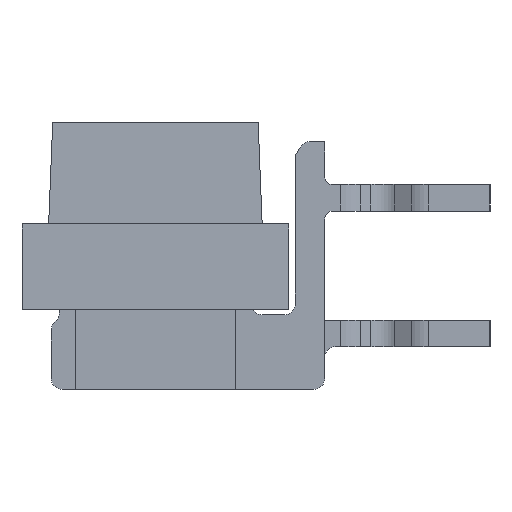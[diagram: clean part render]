
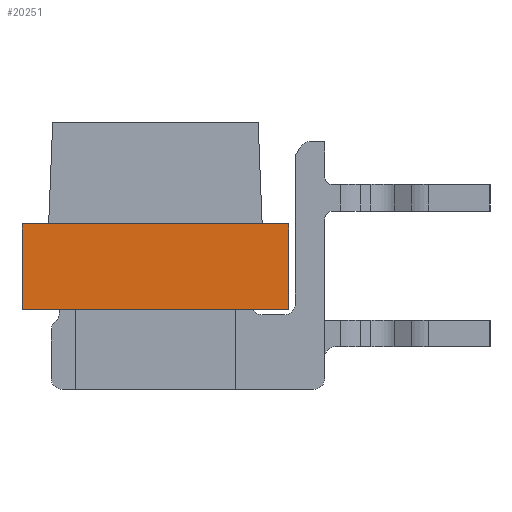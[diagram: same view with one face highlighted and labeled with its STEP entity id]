
A CAD part, left-side view. The second image highlights one B-rep face of the part: STEP entity #20251.
In plain terms, the highlighted planar face has unit normal (-1, 0, 0.009).
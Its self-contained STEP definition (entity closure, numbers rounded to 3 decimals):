
#134=DIRECTION('',(0.,-1.,0.));
#135=VECTOR('',#134,3.);
#136=CARTESIAN_POINT('',(-11.125,1.5,-3.5));
#137=LINE('',#136,#135);
#138=DIRECTION('',(0.,1.,0.));
#139=VECTOR('',#138,1.);
#140=CARTESIAN_POINT('',(-11.125,1.5,-3.5));
#141=LINE('',#140,#139);
#142=DIRECTION('',(0.009,0.,1.));
#143=VECTOR('',#142,1.6);
#144=CARTESIAN_POINT('',(-11.125,2.5,-3.5));
#145=LINE('',#144,#143);
#146=DIRECTION('',(-0.009,0.,-1.));
#147=VECTOR('',#146,1.6);
#148=CARTESIAN_POINT('',(-11.111,-2.5,-1.9));
#149=LINE('',#148,#147);
#150=DIRECTION('',(0.,1.,0.));
#151=VECTOR('',#150,1.);
#152=CARTESIAN_POINT('',(-11.125,-2.5,-3.5));
#153=LINE('',#152,#151);
#2320=DIRECTION('',(0.,1.,0.));
#2321=VECTOR('',#2320,5.);
#2322=CARTESIAN_POINT('',(-11.111,-2.5,-1.9));
#2323=LINE('',#2322,#2321);
#16214=CARTESIAN_POINT('',(-11.111,-2.5,-1.9));
#16215=CARTESIAN_POINT('',(-11.125,-2.5,-3.5));
#16216=VERTEX_POINT('',#16214);
#16217=VERTEX_POINT('',#16215);
#16218=CARTESIAN_POINT('',(-11.125,2.5,-3.5));
#16219=CARTESIAN_POINT('',(-11.111,2.5,-1.9));
#16220=VERTEX_POINT('',#16218);
#16221=VERTEX_POINT('',#16219);
#16242=CARTESIAN_POINT('',(-11.125,1.5,-3.5));
#16243=CARTESIAN_POINT('',(-11.125,-1.5,-3.5));
#16244=VERTEX_POINT('',#16242);
#16245=VERTEX_POINT('',#16243);
#20232=CARTESIAN_POINT('',(-11.125,2.5,-3.5));
#20233=DIRECTION('',(1.,0.,-0.009));
#20234=DIRECTION('',(0.,1.,0.));
#20235=AXIS2_PLACEMENT_3D('',#20232,#20233,#20234);
#20236=PLANE('',#20235);
#20238=ORIENTED_EDGE('',*,*,#20237,.F.);
#20240=ORIENTED_EDGE('',*,*,#20239,.T.);
#20242=ORIENTED_EDGE('',*,*,#20241,.T.);
#20244=ORIENTED_EDGE('',*,*,#20243,.F.);
#20246=ORIENTED_EDGE('',*,*,#20245,.T.);
#20248=ORIENTED_EDGE('',*,*,#20247,.T.);
#20249=EDGE_LOOP('',(#20238,#20240,#20242,#20244,#20246,#20248));
#20250=FACE_OUTER_BOUND('',#20249,.F.);
#20237=EDGE_CURVE('',#16244,#16245,#137,.T.);
#20239=EDGE_CURVE('',#16244,#16220,#141,.T.);
#20241=EDGE_CURVE('',#16220,#16221,#145,.T.);
#20243=EDGE_CURVE('',#16216,#16221,#2323,.T.);
#20245=EDGE_CURVE('',#16216,#16217,#149,.T.);
#20247=EDGE_CURVE('',#16217,#16245,#153,.T.);
#20251=ADVANCED_FACE('',(#20250),#20236,.F.);
